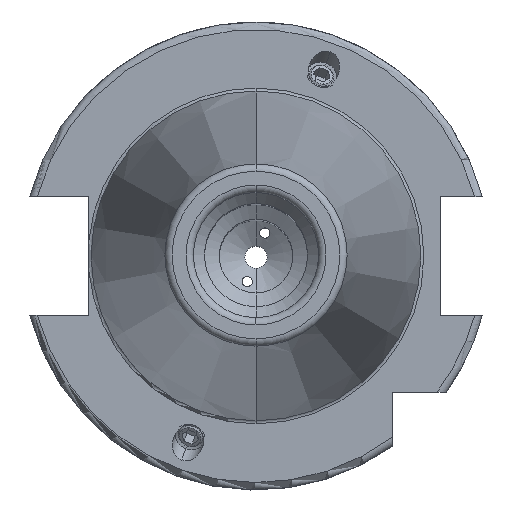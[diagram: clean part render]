
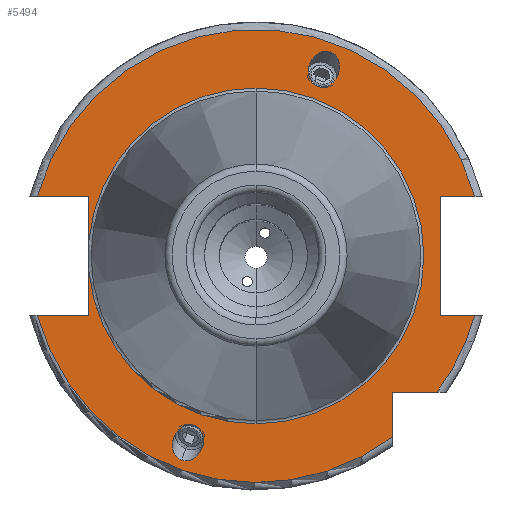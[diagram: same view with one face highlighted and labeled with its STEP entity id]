
A CAD part, top view. The second image highlights one B-rep face of the part: STEP entity #5494.
In plain terms, the highlighted planar face has unit normal (0, 0, 1).
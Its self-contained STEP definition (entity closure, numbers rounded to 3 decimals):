
#1682=CARTESIAN_POINT('',(0,0,15.9));
#1683=DIRECTION('',(0,0,1));
#1684=DIRECTION('',(0.965,0.262,0));
#1685=AXIS2_PLACEMENT_3D('',#1682,#1683,#1684);
#1733=CARTESIAN_POINT('',(0,0,15.9));
#1734=DIRECTION('',(0,0,1));
#1735=DIRECTION('',(-0.965,-0.262,0));
#1736=AXIS2_PLACEMENT_3D('',#1733,#1734,#1735);
#1749=DIRECTION('',(1,0,0));
#1750=VECTOR('',#1749,7.004);
#1751=CARTESIAN_POINT('',(-29.704,-8.05,15.9));
#1752=LINE('',#1751,#1750);
#1753=DIRECTION('',(0,1,0));
#1754=VECTOR('',#1753,5.917);
#1755=CARTESIAN_POINT('',(-22.7,-8.05,15.9));
#1756=LINE('',#1755,#1754);
#1757=DIRECTION('',(0,1,0));
#1758=VECTOR('',#1757,5.917);
#1759=CARTESIAN_POINT('',(-22.7,2.133,15.9));
#1760=LINE('',#1759,#1758);
#1761=DIRECTION('',(1,0,0));
#1762=VECTOR('',#1761,7.004);
#1763=CARTESIAN_POINT('',(-29.704,8.05,15.9));
#1764=LINE('',#1763,#1762);
#1765=DIRECTION('',(-1,0,0));
#1766=VECTOR('',#1765,4.704);
#1767=CARTESIAN_POINT('',(29.704,8.05,15.9));
#1768=LINE('',#1767,#1766);
#1769=DIRECTION('',(0,-1,0));
#1770=VECTOR('',#1769,16.1);
#1771=CARTESIAN_POINT('',(25,8.05,15.9));
#1772=LINE('',#1771,#1770);
#1773=DIRECTION('',(-1,0,0));
#1774=VECTOR('',#1773,4.704);
#1775=CARTESIAN_POINT('',(29.704,-8.05,15.9));
#1776=LINE('',#1775,#1774);
#1777=CARTESIAN_POINT('',(0,0,15.9));
#1778=DIRECTION('',(0,0,1));
#1779=DIRECTION('',(0.799,-0.601,0));
#1780=AXIS2_PLACEMENT_3D('',#1777,#1778,#1779);
#1782=DIRECTION('',(-1,0,0));
#1783=VECTOR('',#1782,6.094);
#1784=CARTESIAN_POINT('',(24.594,-18.5,15.9));
#1785=LINE('',#1784,#1783);
#1786=DIRECTION('',(0,1,0));
#1787=VECTOR('',#1786,6.094);
#1788=CARTESIAN_POINT('',(18.5,-24.594,15.9));
#1789=LINE('',#1788,#1787);
#1790=CARTESIAN_POINT('',(10.09,27.723,15.9));
#1791=CARTESIAN_POINT('',(9.863,27.806,15.9));
#1792=CARTESIAN_POINT('',(9.337,27.884,15.9));
#1793=CARTESIAN_POINT('',(8.455,27.594,15.9));
#1794=CARTESIAN_POINT('',(7.834,27.033,15.9));
#1795=CARTESIAN_POINT('',(7.483,26.49,15.9));
#1796=CARTESIAN_POINT('',(7.298,26.077,15.9));
#1797=CARTESIAN_POINT('',(7.174,25.641,15.9));
#1798=CARTESIAN_POINT('',(7.094,25.,15.9));
#1799=CARTESIAN_POINT('',(7.208,24.17,15.9));
#1800=CARTESIAN_POINT('',(7.698,23.381,15.9));
#1801=CARTESIAN_POINT('',(8.152,23.103,15.9));
#1802=CARTESIAN_POINT('',(8.379,23.02,15.9));
#1804=CARTESIAN_POINT('',(8.379,23.02,15.9));
#1805=CARTESIAN_POINT('',(8.606,22.937,15.9));
#1806=CARTESIAN_POINT('',(9.133,22.859,15.9));
#1807=CARTESIAN_POINT('',(10.014,23.149,15.9));
#1808=CARTESIAN_POINT('',(10.635,23.711,15.9));
#1809=CARTESIAN_POINT('',(10.986,24.253,15.9));
#1810=CARTESIAN_POINT('',(11.171,24.667,15.9));
#1811=CARTESIAN_POINT('',(11.295,25.103,15.9));
#1812=CARTESIAN_POINT('',(11.375,25.744,15.9));
#1813=CARTESIAN_POINT('',(11.261,26.573,15.9));
#1814=CARTESIAN_POINT('',(10.771,27.362,15.9));
#1815=CARTESIAN_POINT('',(10.318,27.641,15.9));
#1816=CARTESIAN_POINT('',(10.09,27.723,15.9));
#1818=CARTESIAN_POINT('',(-10.09,-27.723,15.9));
#1819=CARTESIAN_POINT('',(-10.318,-27.641,15.9));
#1820=CARTESIAN_POINT('',(-10.771,-27.362,15.9));
#1821=CARTESIAN_POINT('',(-11.261,-26.573,15.9));
#1822=CARTESIAN_POINT('',(-11.375,-25.744,15.9));
#1823=CARTESIAN_POINT('',(-11.295,-25.103,15.9));
#1824=CARTESIAN_POINT('',(-11.171,-24.667,15.9));
#1825=CARTESIAN_POINT('',(-10.986,-24.253,15.9));
#1826=CARTESIAN_POINT('',(-10.635,-23.711,15.9));
#1827=CARTESIAN_POINT('',(-10.014,-23.149,15.9));
#1828=CARTESIAN_POINT('',(-9.133,-22.859,15.9));
#1829=CARTESIAN_POINT('',(-8.606,-22.937,15.9));
#1830=CARTESIAN_POINT('',(-8.379,-23.02,15.9));
#1832=CARTESIAN_POINT('',(-8.379,-23.02,15.9));
#1833=CARTESIAN_POINT('',(-8.152,-23.103,15.9));
#1834=CARTESIAN_POINT('',(-7.698,-23.381,15.9));
#1835=CARTESIAN_POINT('',(-7.208,-24.17,15.9));
#1836=CARTESIAN_POINT('',(-7.094,-25.,15.9));
#1837=CARTESIAN_POINT('',(-7.174,-25.641,15.9));
#1838=CARTESIAN_POINT('',(-7.298,-26.077,15.9));
#1839=CARTESIAN_POINT('',(-7.483,-26.49,15.9));
#1840=CARTESIAN_POINT('',(-7.834,-27.033,15.9));
#1841=CARTESIAN_POINT('',(-8.455,-27.594,15.9));
#1842=CARTESIAN_POINT('',(-9.337,-27.884,15.9));
#1843=CARTESIAN_POINT('',(-9.863,-27.806,15.9));
#1844=CARTESIAN_POINT('',(-10.09,-27.723,15.9));
#1856=CARTESIAN_POINT('',(0,0,15.9));
#1857=DIRECTION('',(0,0,1));
#1858=DIRECTION('',(0,1,0));
#1859=AXIS2_PLACEMENT_3D('',#1856,#1857,#1858);
#1871=CARTESIAN_POINT('',(0,0,15.9));
#1872=DIRECTION('',(0,0,1));
#1873=DIRECTION('',(-0.996,-0.094,0));
#1874=AXIS2_PLACEMENT_3D('',#1871,#1872,#1873);
#1876=CARTESIAN_POINT('',(0,0,15.9));
#1877=DIRECTION('',(0,0,-1));
#1878=DIRECTION('',(0,1,0));
#1879=AXIS2_PLACEMENT_3D('',#1876,#1877,#1878);
#3318=CARTESIAN_POINT('',(0,22.8,15.9));
#3320=VERTEX_POINT('',#3318);
#3340=CARTESIAN_POINT('',(0,-22.8,15.9));
#3342=VERTEX_POINT('',#3340);
#3488=CARTESIAN_POINT('',(-29.704,-8.05,15.9));
#3489=CARTESIAN_POINT('',(-22.7,-8.05,15.9));
#3490=VERTEX_POINT('',#3488);
#3491=VERTEX_POINT('',#3489);
#3492=CARTESIAN_POINT('',(-22.7,-2.133,15.9));
#3493=VERTEX_POINT('',#3492);
#3494=CARTESIAN_POINT('',(-22.7,2.133,15.9));
#3495=CARTESIAN_POINT('',(-22.7,8.05,15.9));
#3496=VERTEX_POINT('',#3494);
#3497=VERTEX_POINT('',#3495);
#3498=CARTESIAN_POINT('',(-29.704,8.05,15.9));
#3499=VERTEX_POINT('',#3498);
#3500=CARTESIAN_POINT('',(25,8.05,15.9));
#3501=CARTESIAN_POINT('',(25,-8.05,15.9));
#3502=VERTEX_POINT('',#3500);
#3503=VERTEX_POINT('',#3501);
#3504=CARTESIAN_POINT('',(29.704,-8.05,15.9));
#3505=VERTEX_POINT('',#3504);
#3506=CARTESIAN_POINT('',(29.704,8.05,15.9));
#3507=VERTEX_POINT('',#3506);
#3508=CARTESIAN_POINT('',(18.5,-24.594,15.9));
#3509=CARTESIAN_POINT('',(18.5,-18.5,15.9));
#3510=VERTEX_POINT('',#3508);
#3511=VERTEX_POINT('',#3509);
#3512=CARTESIAN_POINT('',(24.594,-18.5,15.9));
#3513=VERTEX_POINT('',#3512);
#3598=VERTEX_POINT('',#1790);
#3599=VERTEX_POINT('',#1802);
#3650=CARTESIAN_POINT('',(-10.09,-27.723,15.9));
#3652=VERTEX_POINT('',#3650);
#3657=CARTESIAN_POINT('',(-8.379,-23.02,15.9));
#3658=VERTEX_POINT('',#3657);
#5455=CARTESIAN_POINT('',(0,0,15.9));
#5456=DIRECTION('',(0,0,-1));
#5457=DIRECTION('',(0,-1,0));
#5458=AXIS2_PLACEMENT_3D('',#5455,#5456,#5457);
#5459=PLANE('',#5458);
#5460=ORIENTED_EDGE('',*,*,#4667,.T.);
#5461=ORIENTED_EDGE('',*,*,#4706,.T.);
#5463=ORIENTED_EDGE('',*,*,#5462,.T.);
#5465=ORIENTED_EDGE('',*,*,#5464,.F.);
#5467=ORIENTED_EDGE('',*,*,#5466,.T.);
#5468=ORIENTED_EDGE('',*,*,#4702,.T.);
#5469=ORIENTED_EDGE('',*,*,#4740,.F.);
#5470=ORIENTED_EDGE('',*,*,#5433,.F.);
#5472=ORIENTED_EDGE('',*,*,#5471,.T.);
#5474=ORIENTED_EDGE('',*,*,#5473,.T.);
#5475=ORIENTED_EDGE('',*,*,#4816,.F.);
#5476=ORIENTED_EDGE('',*,*,#5423,.F.);
#5477=ORIENTED_EDGE('',*,*,#4873,.T.);
#5478=ORIENTED_EDGE('',*,*,#4924,.F.);
#5479=ORIENTED_EDGE('',*,*,#5449,.F.);
#5480=EDGE_LOOP('',(#5460,#5461,#5463,#5465,#5467,#5468,#5469,#5470,#5472,#5474,
#5475,#5476,#5477,#5478,#5479));
#5481=FACE_OUTER_BOUND('',#5480,.F.);
#5483=ORIENTED_EDGE('',*,*,#5482,.T.);
#5485=ORIENTED_EDGE('',*,*,#5484,.T.);
#5486=EDGE_LOOP('',(#5483,#5485));
#5487=FACE_BOUND('',#5486,.F.);
#5489=ORIENTED_EDGE('',*,*,#5488,.F.);
#5491=ORIENTED_EDGE('',*,*,#5490,.F.);
#5492=EDGE_LOOP('',(#5489,#5491));
#5493=FACE_BOUND('',#5492,.F.);
#5494=ADVANCED_FACE('',(#5481,#5487,#5493),#5459,.F.);
#1686=CIRCLE('',#1685,30.775);
#1737=CIRCLE('',#1736,30.775);
#1781=CIRCLE('',#1780,30.775);
#1803=B_SPLINE_CURVE_WITH_KNOTS('',3,(#1790,#1791,#1792,#1793,#1794,#1795,#1796,
#1797,#1798,#1799,#1800,#1801,#1802),.UNSPECIFIED.,.F.,.F.,(4,1,1,1,1,1,1,1,1,1,
4),(0,0.125,0.25,0.375,0.438,0.5,0.563,0.625,0.75,0.875,
1.0),.UNSPECIFIED.);
#1817=B_SPLINE_CURVE_WITH_KNOTS('',3,(#1804,#1805,#1806,#1807,#1808,#1809,#1810,
#1811,#1812,#1813,#1814,#1815,#1816),.UNSPECIFIED.,.F.,.F.,(4,1,1,1,1,1,1,1,1,1,
4),(0,0.125,0.25,0.375,0.438,0.5,0.563,0.625,0.75,0.875,
1.0),.UNSPECIFIED.);
#1831=B_SPLINE_CURVE_WITH_KNOTS('',3,(#1818,#1819,#1820,#1821,#1822,#1823,#1824,
#1825,#1826,#1827,#1828,#1829,#1830),.UNSPECIFIED.,.F.,.F.,(4,1,1,1,1,1,1,1,1,1,
4),(0,0.125,0.25,0.375,0.438,0.5,0.563,0.625,0.75,0.875,
1.0),.UNSPECIFIED.);
#1845=B_SPLINE_CURVE_WITH_KNOTS('',3,(#1832,#1833,#1834,#1835,#1836,#1837,#1838,
#1839,#1840,#1841,#1842,#1843,#1844),.UNSPECIFIED.,.F.,.F.,(4,1,1,1,1,1,1,1,1,1,
4),(0,0.125,0.25,0.375,0.438,0.5,0.563,0.625,0.75,0.875,
1.0),.UNSPECIFIED.);
#1860=CIRCLE('',#1859,22.8);
#1875=CIRCLE('',#1874,22.8);
#1880=CIRCLE('',#1879,22.8);
#4667=EDGE_CURVE('',#3490,#3491,#1752,.T.);
#4702=EDGE_CURVE('',#3496,#3497,#1760,.T.);
#4706=EDGE_CURVE('',#3491,#3493,#1756,.T.);
#4740=EDGE_CURVE('',#3499,#3497,#1764,.T.);
#4816=EDGE_CURVE('',#3505,#3503,#1776,.T.);
#4873=EDGE_CURVE('',#3513,#3511,#1785,.T.);
#4924=EDGE_CURVE('',#3510,#3511,#1789,.T.);
#5423=EDGE_CURVE('',#3513,#3505,#1781,.T.);
#5433=EDGE_CURVE('',#3507,#3499,#1686,.T.);
#5449=EDGE_CURVE('',#3490,#3510,#1737,.T.);
#5462=EDGE_CURVE('',#3493,#3342,#1875,.T.);
#5464=EDGE_CURVE('',#3320,#3342,#1880,.T.);
#5466=EDGE_CURVE('',#3320,#3496,#1860,.T.);
#5471=EDGE_CURVE('',#3507,#3502,#1768,.T.);
#5473=EDGE_CURVE('',#3502,#3503,#1772,.T.);
#5482=EDGE_CURVE('',#3598,#3599,#1803,.T.);
#5484=EDGE_CURVE('',#3599,#3598,#1817,.T.);
#5488=EDGE_CURVE('',#3652,#3658,#1831,.T.);
#5490=EDGE_CURVE('',#3658,#3652,#1845,.T.);
